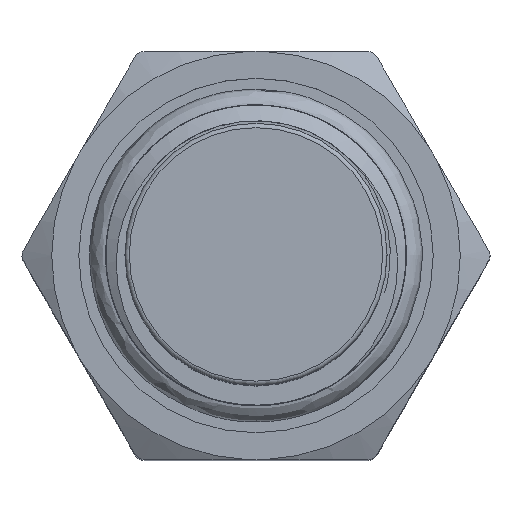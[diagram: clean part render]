
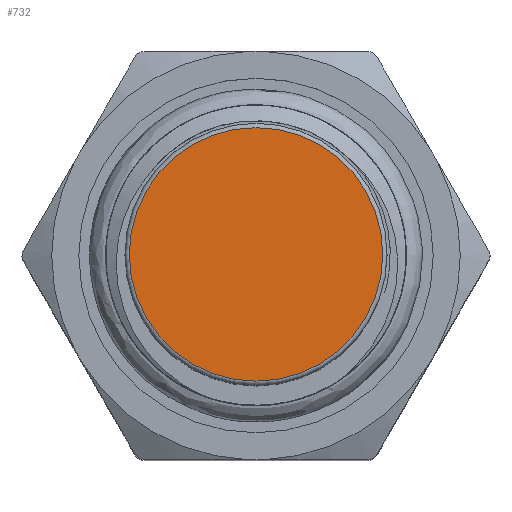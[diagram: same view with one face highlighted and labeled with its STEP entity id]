
A CAD part, top view. The second image highlights one B-rep face of the part: STEP entity #732.
In plain terms, the highlighted planar face has unit normal (0, 0, 1).
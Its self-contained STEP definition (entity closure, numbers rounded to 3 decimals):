
#224=FACE_OUTER_BOUND('',#1093,.T.);
#328=PLANE('',#3014);
#636=CIRCLE('',#3013,5.9);
#732=ADVANCED_FACE('',(#224),#328,.T.);
#1093=EDGE_LOOP('',(#1475));
#1475=ORIENTED_EDGE('',*,*,#2411,.T.);
#2109=VERTEX_POINT('',#9404);
#2411=EDGE_CURVE('',#2109,#2109,#636,.T.);
#3013=AXIS2_PLACEMENT_3D('',#9403,#3360,#3361);
#3014=AXIS2_PLACEMENT_3D('',#9405,#3362,#3363);
#3360=DIRECTION('',(0.,0.,1.));
#3361=DIRECTION('',(1.,0.,0.));
#3362=DIRECTION('',(0.,0.,1.));
#3363=DIRECTION('',(1.,0.,0.));
#9403=CARTESIAN_POINT('',(0.,0.,65.));
#9404=CARTESIAN_POINT('',(5.9,0.,65.));
#9405=CARTESIAN_POINT('',(0.,0.,65.));
